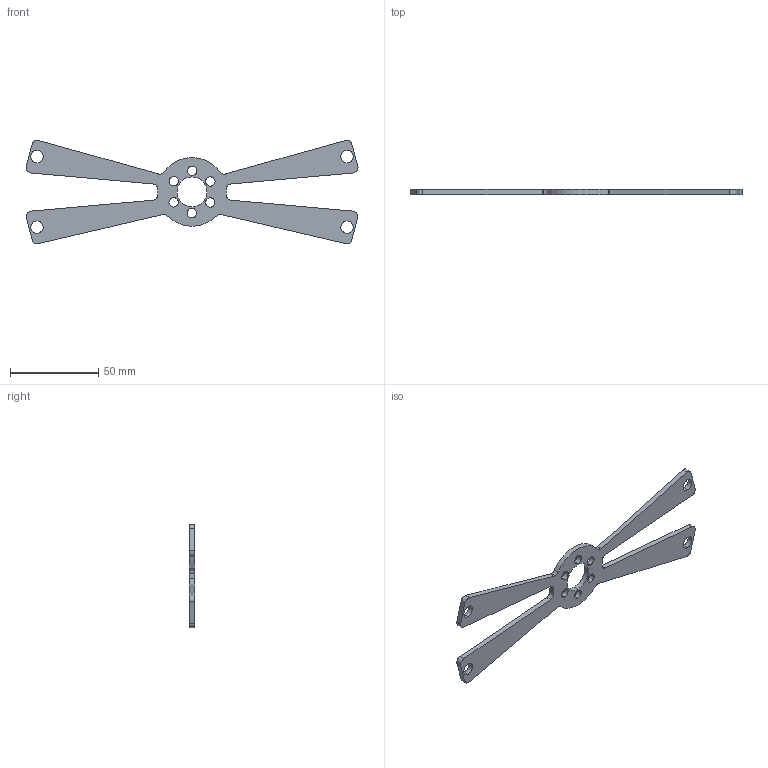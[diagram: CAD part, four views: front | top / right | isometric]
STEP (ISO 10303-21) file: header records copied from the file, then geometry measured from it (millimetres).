
FILE_DESCRIPTION (( 'STEP AP214' ), '1' );
FILE_NAME ('萇儂謫麇嘐隅.STEP', '2024-11-28T12:03:08', ( '' ), ( '' ), 'SwSTEP 2.0', 'SolidWorks 2024', '' );
FILE_SCHEMA (( 'AUTOMOTIVE_DESIGN' ));
Length unit declared in the file: millimetre
Products named in the file (1): 电机轮毂固定
Bounding box: 188.41 x 3 x 58.71 mm (x, y, z)
Volume: 14111.4 mm3; surface area: 12414.8 mm2
Topology: 1 solids, 1 shells, 61 faces, 177 edges, 118 vertices
Faces by surface type: cylinder 47, plane 14
Entity records: 2132 total; most frequent: DIRECTION 395, CARTESIAN_POINT 357, ORIENTED_EDGE 354, EDGE_CURVE 177, AXIS2_PLACEMENT_3D 156, VERTEX_POINT 118, CIRCLE 94, EDGE_LOOP 83
